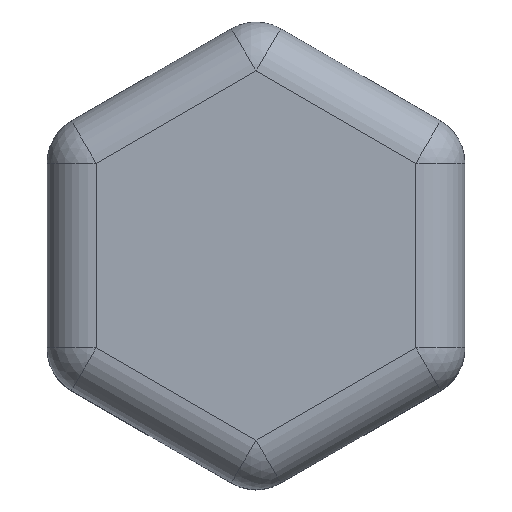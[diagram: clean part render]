
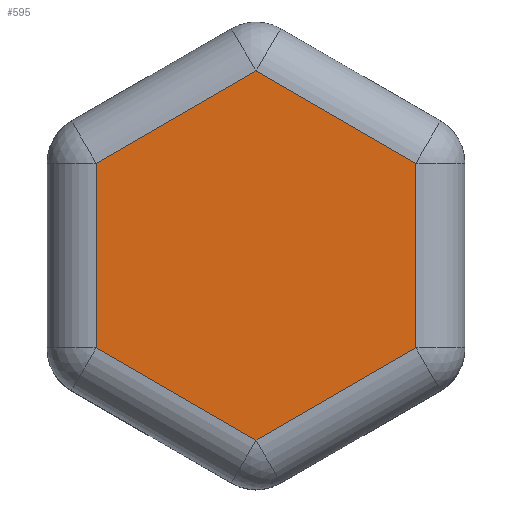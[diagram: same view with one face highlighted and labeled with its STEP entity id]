
A CAD part, top view. The second image highlights one B-rep face of the part: STEP entity #595.
In plain terms, the highlighted planar face has unit normal (0, 0, 1).
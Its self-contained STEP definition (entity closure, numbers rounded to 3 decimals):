
#20=PLANE('',#675);
#60=FACE_OUTER_BOUND('',#98,.T.);
#98=EDGE_LOOP('',(#477,#478,#479,#480,#481,#482));
#169=LINE('',#1375,#208);
#171=LINE('',#1383,#210);
#173=LINE('',#1393,#212);
#175=LINE('',#1403,#214);
#177=LINE('',#1413,#216);
#179=LINE('',#1422,#218);
#208=VECTOR('',#736,10.);
#210=VECTOR('',#744,10.);
#212=VECTOR('',#756,10.);
#214=VECTOR('',#768,10.);
#216=VECTOR('',#780,10.);
#218=VECTOR('',#792,10.);
#259=VERTEX_POINT('',#1368);
#262=VERTEX_POINT('',#1373);
#263=VERTEX_POINT('',#1377);
#266=VERTEX_POINT('',#1387);
#269=VERTEX_POINT('',#1397);
#272=VERTEX_POINT('',#1407);
#320=EDGE_CURVE('',#262,#259,#169,.T.);
#324=EDGE_CURVE('',#259,#263,#171,.T.);
#329=EDGE_CURVE('',#263,#266,#173,.T.);
#334=EDGE_CURVE('',#266,#269,#175,.T.);
#339=EDGE_CURVE('',#269,#272,#177,.T.);
#344=EDGE_CURVE('',#272,#262,#179,.T.);
#477=ORIENTED_EDGE('',*,*,#320,.F.);
#478=ORIENTED_EDGE('',*,*,#344,.F.);
#479=ORIENTED_EDGE('',*,*,#339,.F.);
#480=ORIENTED_EDGE('',*,*,#334,.F.);
#481=ORIENTED_EDGE('',*,*,#329,.F.);
#482=ORIENTED_EDGE('',*,*,#324,.F.);
#595=ADVANCED_FACE('',(#60),#20,.T.);
#675=AXIS2_PLACEMENT_3D('',#1453,#829,#830);
#736=DIRECTION('',(0.,-1.,0.));
#744=DIRECTION('',(-0.866,-0.5,0.));
#756=DIRECTION('',(-0.866,0.5,0.));
#768=DIRECTION('',(0.,1.,0.));
#780=DIRECTION('',(0.866,0.5,0.));
#792=DIRECTION('',(0.866,-0.5,0.));
#829=DIRECTION('center_axis',(0.,0.,1.));
#830=DIRECTION('ref_axis',(-1.,0.,0.));
#1368=CARTESIAN_POINT('',(6.5,-3.753,18.));
#1373=CARTESIAN_POINT('',(6.5,3.753,18.));
#1375=CARTESIAN_POINT('',(6.5,2.454,18.));
#1377=CARTESIAN_POINT('',(0.,-7.506,18.));
#1383=CARTESIAN_POINT('',(5.375,-4.402,18.));
#1387=CARTESIAN_POINT('',(-6.5,-3.753,18.));
#1393=CARTESIAN_POINT('',(-1.125,-6.856,18.));
#1397=CARTESIAN_POINT('',(-6.5,3.753,18.));
#1403=CARTESIAN_POINT('',(-6.5,-2.454,18.));
#1407=CARTESIAN_POINT('',(0.,7.506,18.));
#1413=CARTESIAN_POINT('',(-5.375,4.402,18.));
#1422=CARTESIAN_POINT('',(1.125,6.856,18.));
#1453=CARTESIAN_POINT('Origin',(0.,0.,18.));
